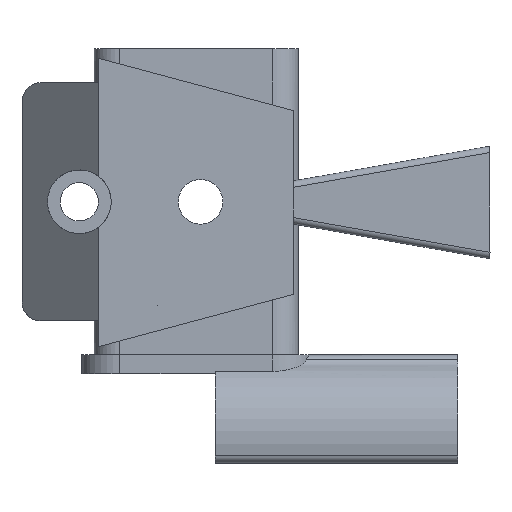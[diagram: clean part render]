
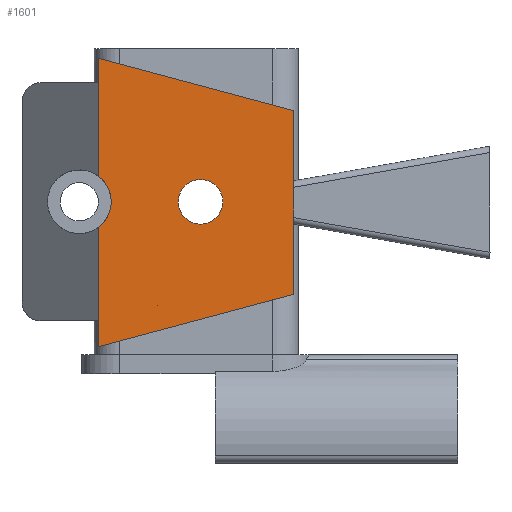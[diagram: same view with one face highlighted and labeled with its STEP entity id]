
A CAD part, left-side view. The second image highlights one B-rep face of the part: STEP entity #1601.
In plain terms, the highlighted planar face has unit normal (-1, 0, 0).
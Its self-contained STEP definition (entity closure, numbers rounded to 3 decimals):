
#101=LINE('',#2540,#232);
#120=LINE('',#2596,#251);
#126=LINE('',#2607,#257);
#127=LINE('',#2609,#258);
#128=LINE('',#2610,#259);
#129=LINE('',#2613,#260);
#130=LINE('',#2615,#261);
#131=LINE('',#2616,#262);
#232=VECTOR('',#1964,10.);
#251=VECTOR('',#2021,10.);
#257=VECTOR('',#2033,10.);
#258=VECTOR('',#2036,10.);
#259=VECTOR('',#2037,10.);
#260=VECTOR('',#2038,10.);
#261=VECTOR('',#2039,10.);
#262=VECTOR('',#2040,10.);
#395=FACE_BOUND('',#531,.T.);
#396=FACE_BOUND('',#532,.T.);
#437=FACE_OUTER_BOUND('',#530,.T.);
#530=EDGE_LOOP('',(#1228,#1229,#1230,#1231,#1232,#1233));
#531=EDGE_LOOP('',(#1234,#1235,#1236));
#532=EDGE_LOOP('',(#1237));
#598=CIRCLE('',#1726,5.);
#603=CIRCLE('',#1741,3.5);
#690=VERTEX_POINT('',#2537);
#691=VERTEX_POINT('',#2539);
#697=VERTEX_POINT('',#2560);
#698=VERTEX_POINT('',#2562);
#709=VERTEX_POINT('',#2595);
#711=VERTEX_POINT('',#2605);
#712=VERTEX_POINT('',#2611);
#713=VERTEX_POINT('',#2612);
#714=VERTEX_POINT('',#2614);
#715=VERTEX_POINT('',#2617);
#875=EDGE_CURVE('',#691,#690,#101,.T.);
#884=EDGE_CURVE('',#698,#697,#598,.T.);
#901=EDGE_CURVE('',#709,#691,#120,.T.);
#907=EDGE_CURVE('',#711,#690,#126,.T.);
#908=EDGE_CURVE('',#711,#698,#127,.T.);
#909=EDGE_CURVE('',#697,#709,#128,.T.);
#910=EDGE_CURVE('',#712,#713,#129,.F.);
#911=EDGE_CURVE('',#714,#712,#130,.F.);
#912=EDGE_CURVE('',#714,#713,#131,.T.);
#913=EDGE_CURVE('',#715,#715,#603,.T.);
#1228=ORIENTED_EDGE('',*,*,#907,.F.);
#1229=ORIENTED_EDGE('',*,*,#908,.T.);
#1230=ORIENTED_EDGE('',*,*,#884,.T.);
#1231=ORIENTED_EDGE('',*,*,#909,.T.);
#1232=ORIENTED_EDGE('',*,*,#901,.T.);
#1233=ORIENTED_EDGE('',*,*,#875,.T.);
#1234=ORIENTED_EDGE('',*,*,#910,.F.);
#1235=ORIENTED_EDGE('',*,*,#911,.F.);
#1236=ORIENTED_EDGE('',*,*,#912,.T.);
#1237=ORIENTED_EDGE('',*,*,#913,.T.);
#1542=PLANE('',#1740);
#1601=ADVANCED_FACE('',(#437,#395,#396),#1542,.T.);
#1726=AXIS2_PLACEMENT_3D('',#2563,#1988,#1989);
#1740=AXIS2_PLACEMENT_3D('',#2608,#2034,#2035);
#1741=AXIS2_PLACEMENT_3D('',#2618,#2041,#2042);
#1964=DIRECTION('',(0.,0.,1.));
#1988=DIRECTION('center_axis',(1.,0.,0.));
#1989=DIRECTION('ref_axis',(0.,0.,1.));
#2021=DIRECTION('',(0.,-0.966,0.259));
#2033=DIRECTION('',(0.,-0.966,-0.259));
#2034=DIRECTION('center_axis',(-1.,0.,0.));
#2035=DIRECTION('ref_axis',(0.,0.,1.));
#2036=DIRECTION('',(0.,0.,-1.));
#2037=DIRECTION('',(0.,0.,-1.));
#2038=DIRECTION('',(0.,0.,-1.));
#2039=DIRECTION('',(0.,1.,0.));
#2040=DIRECTION('',(0.,-0.966,0.259));
#2041=DIRECTION('center_axis',(1.,0.,0.));
#2042=DIRECTION('ref_axis',(0.,0.,1.));
#2537=CARTESIAN_POINT('',(152.85,32.375,553.089));
#2539=CARTESIAN_POINT('',(152.85,32.375,524.279));
#2540=CARTESIAN_POINT('',(152.85,32.375,511.288));
#2560=CARTESIAN_POINT('',(152.85,63.029,534.788));
#2562=CARTESIAN_POINT('',(152.85,63.029,542.788));
#2563=CARTESIAN_POINT('Origin',(152.85,66.029,538.788));
#2595=CARTESIAN_POINT('',(152.85,63.029,516.065));
#2596=CARTESIAN_POINT('',(152.85,71.973,513.669));
#2605=CARTESIAN_POINT('',(152.85,63.029,561.303));
#2607=CARTESIAN_POINT('',(152.85,43.079,555.957));
#2608=CARTESIAN_POINT('Origin',(152.85,14.025,521.288));
#2609=CARTESIAN_POINT('',(152.85,63.029,529.986));
#2610=CARTESIAN_POINT('',(152.85,63.029,529.986));
#2611=CARTESIAN_POINT('',(152.85,53.726,522.584));
#2612=CARTESIAN_POINT('',(152.85,53.726,522.588));
#2613=CARTESIAN_POINT('',(152.85,53.726,537.177));
#2614=CARTESIAN_POINT('',(152.85,53.739,522.584));
#2615=CARTESIAN_POINT('',(152.85,71.686,522.584));
#2616=CARTESIAN_POINT('',(152.85,42.626,525.562));
#2617=CARTESIAN_POINT('',(152.85,47.029,535.288));
#2618=CARTESIAN_POINT('Origin',(152.85,47.029,538.788));
